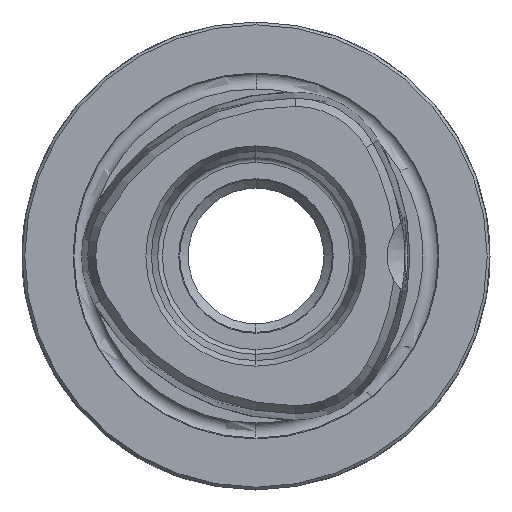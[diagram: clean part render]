
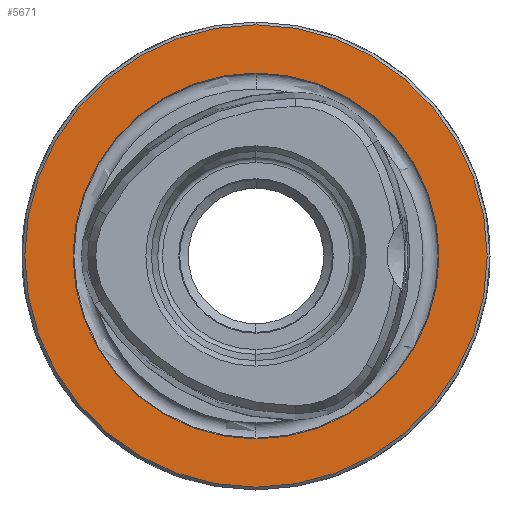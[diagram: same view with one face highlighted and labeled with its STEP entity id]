
A CAD part, left-side view. The second image highlights one B-rep face of the part: STEP entity #5671.
In plain terms, the highlighted planar face has unit normal (-1, 0, 0).
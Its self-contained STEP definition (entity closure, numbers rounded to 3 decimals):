
#185 = CARTESIAN_POINT ( 'NONE',  ( 0., 0., -19.55 ) ) ;
#389 = CARTESIAN_POINT ( 'NONE',  ( 0., 0., 0. ) ) ;
#494 = VERTEX_POINT ( 'NONE', #3239 ) ;
#516 = DIRECTION ( 'NONE',  ( -1., 0., 0. ) ) ;
#879 = CIRCLE ( 'NONE', #3874, 19.55 ) ;
#888 = DIRECTION ( 'NONE',  ( -1., 0., 0. ) ) ;
#917 = EDGE_LOOP ( 'NONE', ( #5479, #3850 ) ) ;
#941 = DIRECTION ( 'NONE',  ( 0., 0., 1. ) ) ;
#1023 = CARTESIAN_POINT ( 'NONE',  ( 0., 19.55, 0. ) ) ;
#1085 = EDGE_CURVE ( 'NONE', #494, #2532, #879, .T. ) ;
#1164 = CARTESIAN_POINT ( 'NONE',  ( 0., 0., -24.7 ) ) ;
#1187 = CARTESIAN_POINT ( 'NONE',  ( 0., 0., 0. ) ) ;
#1567 = EDGE_CURVE ( 'NONE', #3529, #5587, #5333, .T. ) ;
#1614 = DIRECTION ( 'NONE',  ( 0., 0., 1. ) ) ;
#1876 = EDGE_LOOP ( 'NONE', ( #2148, #5106 ) ) ;
#1914 = CARTESIAN_POINT ( 'NONE',  ( 0., 0., 24.7 ) ) ;
#2148 = ORIENTED_EDGE ( 'NONE', *, *, #1085, .F. ) ;
#2253 = AXIS2_PLACEMENT_3D ( 'NONE', #1023, #5807, #2469 ) ;
#2378 = CIRCLE ( 'NONE', #5724, 24.7 ) ;
#2469 = DIRECTION ( 'NONE',  ( 0., 0., -1. ) ) ;
#2532 = VERTEX_POINT ( 'NONE', #185 ) ;
#2946 = DIRECTION ( 'NONE',  ( 0., 0., 1. ) ) ;
#2955 = FACE_BOUND ( 'NONE', #1876, .T. ) ;
#2972 = AXIS2_PLACEMENT_3D ( 'NONE', #5388, #516, #2946 ) ;
#3067 = DIRECTION ( 'NONE',  ( -1., 0., 0. ) ) ;
#3239 = CARTESIAN_POINT ( 'NONE',  ( 0., 0., 19.55 ) ) ;
#3529 = VERTEX_POINT ( 'NONE', #1914 ) ;
#3850 = ORIENTED_EDGE ( 'NONE', *, *, #1567, .T. ) ;
#3874 = AXIS2_PLACEMENT_3D ( 'NONE', #5805, #3875, #4821 ) ;
#3875 = DIRECTION ( 'NONE',  ( -1., 0., 0. ) ) ;
#4523 = AXIS2_PLACEMENT_3D ( 'NONE', #389, #888, #941 ) ;
#4821 = DIRECTION ( 'NONE',  ( 0., 0., 1. ) ) ;
#4882 = FACE_OUTER_BOUND ( 'NONE', #917, .T. ) ;
#5061 = EDGE_CURVE ( 'NONE', #2532, #494, #6204, .T. ) ;
#5105 = EDGE_CURVE ( 'NONE', #5587, #3529, #2378, .T. ) ;
#5106 = ORIENTED_EDGE ( 'NONE', *, *, #5061, .F. ) ;
#5314 = PLANE ( 'NONE',  #2253 ) ;
#5333 = CIRCLE ( 'NONE', #4523, 24.7 ) ;
#5388 = CARTESIAN_POINT ( 'NONE',  ( 0., 0., 0. ) ) ;
#5479 = ORIENTED_EDGE ( 'NONE', *, *, #5105, .T. ) ;
#5587 = VERTEX_POINT ( 'NONE', #1164 ) ;
#5671 = ADVANCED_FACE ( 'NONE', ( #2955, #4882 ), #5314, .F. ) ;
#5724 = AXIS2_PLACEMENT_3D ( 'NONE', #1187, #3067, #1614 ) ;
#5805 = CARTESIAN_POINT ( 'NONE',  ( 0., 0., 0. ) ) ;
#5807 = DIRECTION ( 'NONE',  ( 1., 0., 0. ) ) ;
#6204 = CIRCLE ( 'NONE', #2972, 19.55 ) ;
